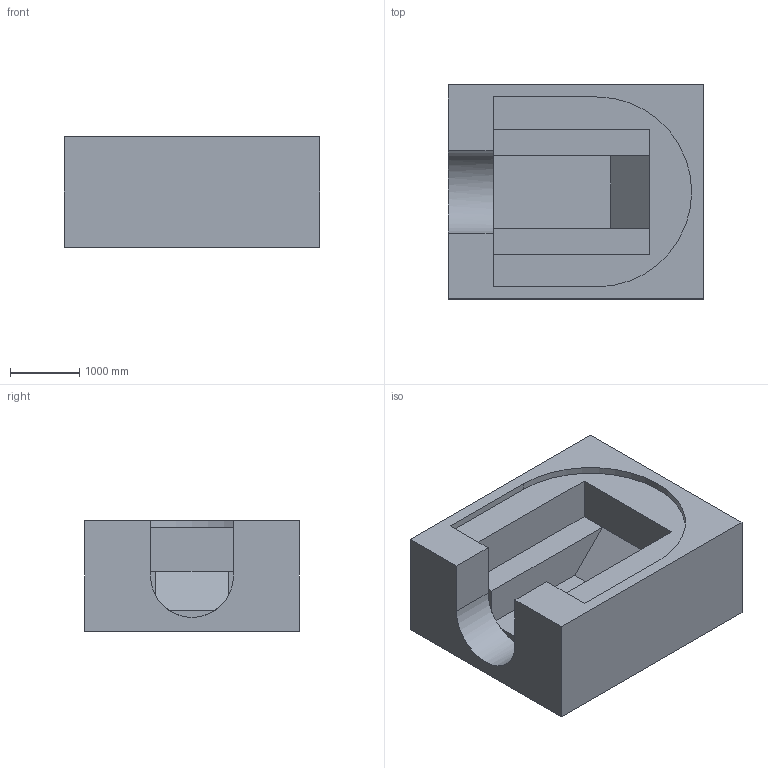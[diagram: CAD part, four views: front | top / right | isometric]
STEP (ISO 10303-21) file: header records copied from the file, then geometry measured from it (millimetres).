
FILE_DESCRIPTION(/* description */ (''),/* implementation_level */ '2;1');
FILE_NAME(/* name */ '01385.000X_3D.stp',/* time_stamp */ '2025-02-21T13:29:20+01:00',/* author */ ('c.rudolph'),/* organization */ (''),/* preprocessor_version */ 'ST-DEVELOPER v20',/* originating_system */ 'AutoCAD Mechanical',/* authorisation */ '');
FILE_SCHEMA (('AUTOMOTIVE_DESIGN { 1 0 10303 214 3 1 1 }'));
Length unit declared in the file: centimetre
Products named in the file (2): Product; *S0
Assembly tree (1 placements, depth 2):
  Product
    *S0
Bounding box: 3700 x 3100 x 1600 mm (x, y, z)
Volume: 12895918729 mm3; surface area: 52541012.7 mm2
Topology: 1 solids, 1 shells, 29 faces, 75 edges, 50 vertices
Faces by surface type: plane 27, cylinder 2
Entity records: 928 total; most frequent: CARTESIAN_POINT 157, DIRECTION 147, ORIENTED_EDGE 146, EDGE_CURVE 73, LINE 67, VECTOR 67, VERTEX_POINT 46, AXIS2_PLACEMENT_3D 40
